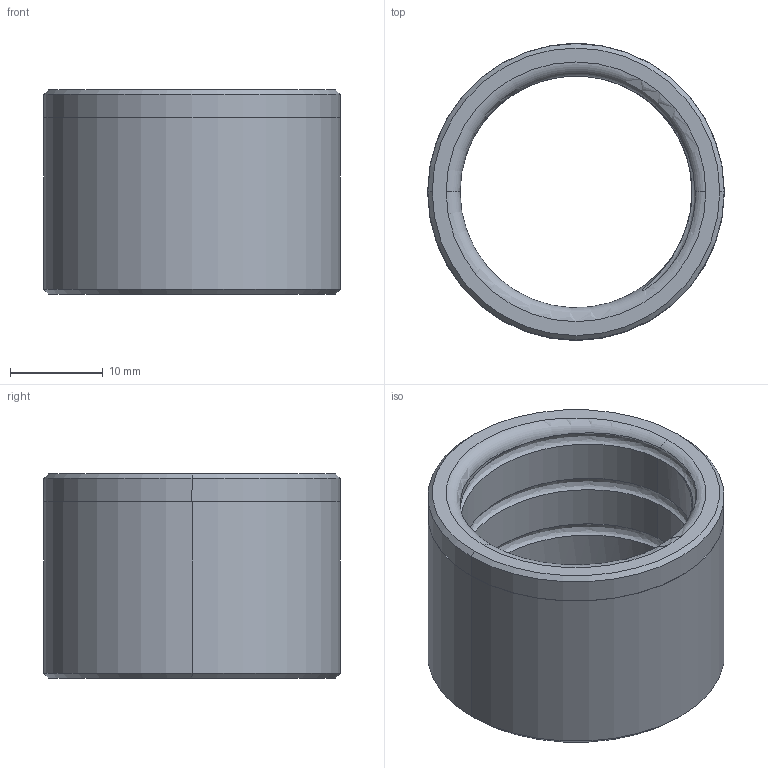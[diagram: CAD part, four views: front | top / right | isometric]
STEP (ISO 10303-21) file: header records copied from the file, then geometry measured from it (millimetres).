
FILE_DESCRIPTION (( 'STEP AP214' ), '1' );
FILE_NAME ('GBLV-D32-d25-L22.step', '2021-09-10T06:58:43', ( 'User' ), ( 'china' ), 'SwSTEP 2.0', 'SolidWorks 2016', '' );
FILE_SCHEMA (( 'AUTOMOTIVE_DESIGN' ));
Length unit declared in the file: millimetre
Products named in the file (1): GBLV-D32-d25-L22
Bounding box: 32 x 32 x 22 mm (x, y, z)
Volume: 6638.1 mm3; surface area: 4522.3 mm2
Topology: 1 solids, 1 shells, 45 faces, 113 edges, 73 vertices
Faces by surface type: cylinder 25, plane 11, torus 4, cone 4, bspline 1
Entity records: 2457 total; most frequent: CARTESIAN_POINT 1418, ORIENTED_EDGE 226, DIRECTION 190, EDGE_CURVE 113, AXIS2_PLACEMENT_3D 74, VERTEX_POINT 73, EDGE_LOOP 50, FACE_OUTER_BOUND 45
